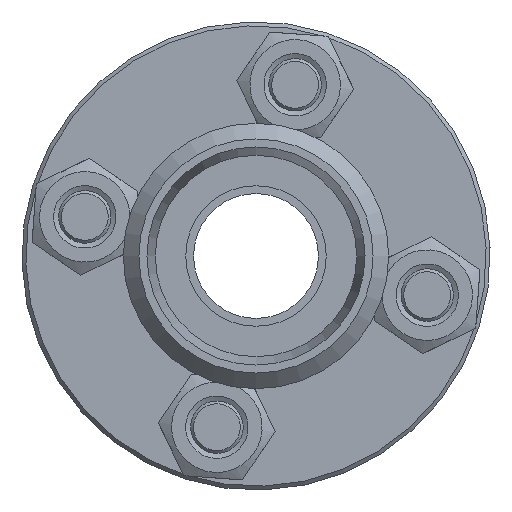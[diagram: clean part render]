
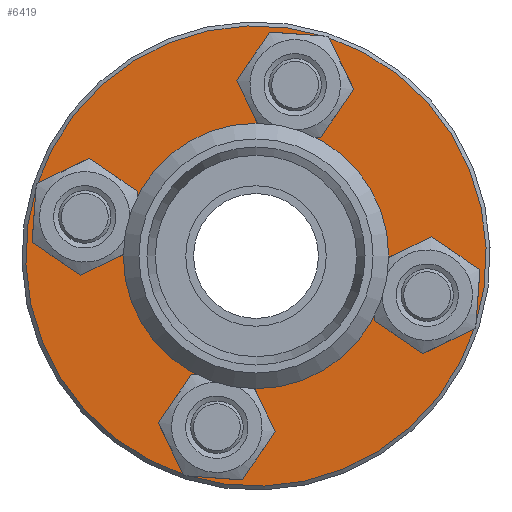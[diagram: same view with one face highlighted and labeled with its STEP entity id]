
A CAD part, left-side view. The second image highlights one B-rep face of the part: STEP entity #6419.
In plain terms, the highlighted planar face has unit normal (-1, 0, 0).
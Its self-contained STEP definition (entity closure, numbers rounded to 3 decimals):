
#1492=CARTESIAN_POINT('',(-37.,22.359,-0.77));
#1493=VERTEX_POINT('',#1492);
#1494=CARTESIAN_POINT('',(-37.,21.934,5.014));
#1495=DIRECTION('',(1.,0.0,0.0));
#1496=DIRECTION('',(0.0,0.073,-0.997));
#1497=AXIS2_PLACEMENT_3D('',#1494,#1495,#1496);
#1498=CIRCLE('',#1497,5.8);
#1499=EDGE_CURVE('',#1493,#1493,#1498,.T.);
#3042=CARTESIAN_POINT('',(-37.,0.77,22.359));
#3043=VERTEX_POINT('',#3042);
#3044=CARTESIAN_POINT('',(-37.,-5.014,21.934));
#3045=DIRECTION('',(1.0,0.0,0.0));
#3046=DIRECTION('',(0.0,0.997,0.073));
#3047=AXIS2_PLACEMENT_3D('',#3044,#3045,#3046);
#3048=CIRCLE('',#3047,5.8);
#3049=EDGE_CURVE('',#3043,#3043,#3048,.T.);
#4592=CARTESIAN_POINT('',(-37.,-22.359,0.77));
#4593=VERTEX_POINT('',#4592);
#4594=CARTESIAN_POINT('',(-37.,-21.934,-5.014));
#4595=DIRECTION('',(1.,0.0,0.0));
#4596=DIRECTION('',(0.0,-0.073,0.997));
#4597=AXIS2_PLACEMENT_3D('',#4594,#4595,#4596);
#4598=CIRCLE('',#4597,5.8);
#4599=EDGE_CURVE('',#4593,#4593,#4598,.T.);
#5770=CARTESIAN_POINT('',(-37.,-0.77,-22.359));
#5771=VERTEX_POINT('',#5770);
#5772=CARTESIAN_POINT('',(-37.,5.014,-21.934));
#5773=DIRECTION('',(1.0,0.0,0.0));
#5774=DIRECTION('',(0.0,-0.997,-0.073));
#5775=AXIS2_PLACEMENT_3D('',#5772,#5773,#5774);
#5776=CIRCLE('',#5775,5.8);
#5777=EDGE_CURVE('',#5771,#5771,#5776,.T.);
#6373=CARTESIAN_POINT('',(-37.,-11.01,6.913));
#6374=VERTEX_POINT('',#6373);
#6375=CARTESIAN_POINT('',(-37.,0.,0.));
#6376=DIRECTION('',(1.0,0.0,0.0));
#6377=DIRECTION('',(0.0,-0.847,0.532));
#6378=AXIS2_PLACEMENT_3D('',#6375,#6376,#6377);
#6379=CIRCLE('',#6378,13.);
#6380=EDGE_CURVE('',#6374,#6374,#6379,.T.);
#6388=CARTESIAN_POINT('',(-37.,-17.997,11.299));
#6389=DIRECTION('',(-1.0,0.0,0.0));
#6390=DIRECTION('',(0.0,-0.532,-0.847));
#6391=AXIS2_PLACEMENT_3D('',#6388,#6389,#6390);
#6392=PLANE('',#6391);
#6393=CARTESIAN_POINT('',(-37.,-24.984,15.686));
#6394=VERTEX_POINT('',#6393);
#6395=CARTESIAN_POINT('',(-37.,0.,0.));
#6396=DIRECTION('',(1.0,0.0,0.0));
#6397=DIRECTION('',(0.0,-0.847,0.532));
#6398=AXIS2_PLACEMENT_3D('',#6395,#6396,#6397);
#6399=CIRCLE('',#6398,29.5);
#6400=EDGE_CURVE('',#6394,#6394,#6399,.T.);
#6401=ORIENTED_EDGE('',*,*,#6400,.F.);
#6402=EDGE_LOOP('',(#6401));
#6403=FACE_OUTER_BOUND('',#6402,.T.);
#6404=ORIENTED_EDGE('',*,*,#1499,.T.);
#6405=EDGE_LOOP('',(#6404));
#6406=FACE_BOUND('',#6405,.T.);
#6407=ORIENTED_EDGE('',*,*,#3049,.T.);
#6408=EDGE_LOOP('',(#6407));
#6409=FACE_BOUND('',#6408,.T.);
#6410=ORIENTED_EDGE('',*,*,#4599,.T.);
#6411=EDGE_LOOP('',(#6410));
#6412=FACE_BOUND('',#6411,.T.);
#6413=ORIENTED_EDGE('',*,*,#5777,.T.);
#6414=EDGE_LOOP('',(#6413));
#6415=FACE_BOUND('',#6414,.T.);
#6416=ORIENTED_EDGE('',*,*,#6380,.T.);
#6417=EDGE_LOOP('',(#6416));
#6418=FACE_BOUND('',#6417,.T.);
#6419=ADVANCED_FACE('',(#6403,#6406,#6409,#6412,#6415,#6418),#6392,.T.);
